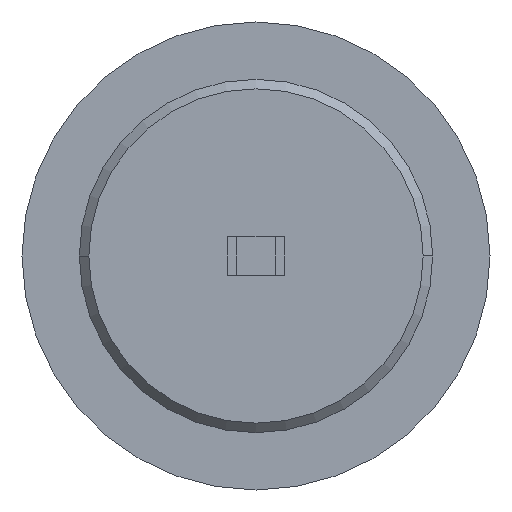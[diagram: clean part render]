
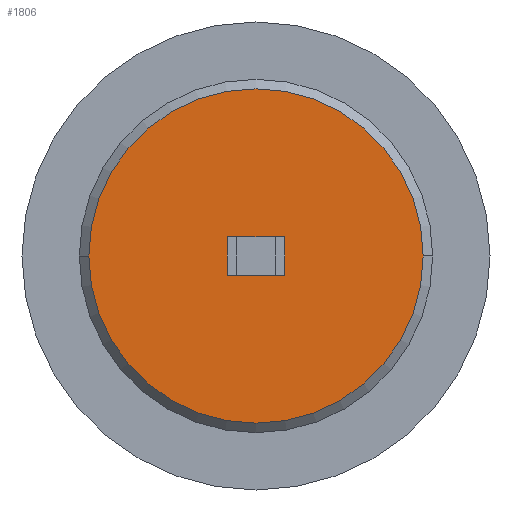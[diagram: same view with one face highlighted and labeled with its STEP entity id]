
A CAD part, front view. The second image highlights one B-rep face of the part: STEP entity #1806.
In plain terms, the highlighted planar face has unit normal (0, -1, 0).
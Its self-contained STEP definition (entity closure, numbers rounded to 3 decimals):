
#174 = ORIENTED_EDGE ( 'NONE', *, *, #2480, .T. ) ;
#369 = CIRCLE ( 'NONE', #2207, 2. ) ;
#610 = DIRECTION ( 'NONE',  ( 1., 0., 0. ) ) ;
#618 = CIRCLE ( 'NONE', #1973, 17.5 ) ;
#667 = AXIS2_PLACEMENT_3D ( 'NONE', #1609, #1366, #2544 ) ;
#671 = AXIS2_PLACEMENT_3D ( 'NONE', #2459, #1282, #610 ) ;
#695 = DIRECTION ( 'NONE',  ( 1., 0., 0. ) ) ;
#743 = EDGE_LOOP ( 'NONE', ( #2822, #2981 ) ) ;
#830 = VERTEX_POINT ( 'NONE', #1866 ) ;
#842 = EDGE_CURVE ( 'NONE', #1684, #1749, #2790, .T. ) ;
#878 = CARTESIAN_POINT ( 'NONE',  ( 0., -20., 0. ) ) ;
#890 = PLANE ( 'NONE',  #946 ) ;
#917 = DIRECTION ( 'NONE',  ( 0., -1., 0. ) ) ;
#946 = AXIS2_PLACEMENT_3D ( 'NONE', #2076, #917, #695 ) ;
#1237 = DIRECTION ( 'NONE',  ( 1., 0., 0. ) ) ;
#1282 = DIRECTION ( 'NONE',  ( 0., -1., 0. ) ) ;
#1330 = FACE_OUTER_BOUND ( 'NONE', #2852, .T. ) ;
#1366 = DIRECTION ( 'NONE',  ( 0., -1., 0. ) ) ;
#1461 = CARTESIAN_POINT ( 'NONE',  ( 0., -20., 0. ) ) ;
#1609 = CARTESIAN_POINT ( 'NONE',  ( 0., -20., 0. ) ) ;
#1684 = VERTEX_POINT ( 'NONE', #2858 ) ;
#1749 = VERTEX_POINT ( 'NONE', #1844 ) ;
#1806 = ADVANCED_FACE ( 'NONE', ( #2996, #1330 ), #890, .T. ) ;
#1827 = CARTESIAN_POINT ( 'NONE',  ( 17.5, -20., 0. ) ) ;
#1829 = EDGE_CURVE ( 'NONE', #1749, #1684, #369, .T. ) ;
#1844 = CARTESIAN_POINT ( 'NONE',  ( 2., -20., 0. ) ) ;
#1866 = CARTESIAN_POINT ( 'NONE',  ( -17.5, -20., 0. ) ) ;
#1973 = AXIS2_PLACEMENT_3D ( 'NONE', #1461, #2390, #1237 ) ;
#2076 = CARTESIAN_POINT ( 'NONE',  ( 0., -20., 0. ) ) ;
#2207 = AXIS2_PLACEMENT_3D ( 'NONE', #878, #2241, #2978 ) ;
#2241 = DIRECTION ( 'NONE',  ( 0., -1., 0. ) ) ;
#2312 = CIRCLE ( 'NONE', #671, 17.5 ) ;
#2375 = EDGE_CURVE ( 'NONE', #830, #2919, #618, .T. ) ;
#2390 = DIRECTION ( 'NONE',  ( 0., -1., 0. ) ) ;
#2459 = CARTESIAN_POINT ( 'NONE',  ( 0., -20., 0. ) ) ;
#2480 = EDGE_CURVE ( 'NONE', #2919, #830, #2312, .T. ) ;
#2544 = DIRECTION ( 'NONE',  ( 1., 0., 0. ) ) ;
#2677 = ORIENTED_EDGE ( 'NONE', *, *, #2375, .T. ) ;
#2790 = CIRCLE ( 'NONE', #667, 2. ) ;
#2822 = ORIENTED_EDGE ( 'NONE', *, *, #842, .F. ) ;
#2852 = EDGE_LOOP ( 'NONE', ( #2677, #174 ) ) ;
#2858 = CARTESIAN_POINT ( 'NONE',  ( -2., -20., 0. ) ) ;
#2919 = VERTEX_POINT ( 'NONE', #1827 ) ;
#2978 = DIRECTION ( 'NONE',  ( 1., 0., 0. ) ) ;
#2981 = ORIENTED_EDGE ( 'NONE', *, *, #1829, .F. ) ;
#2996 = FACE_BOUND ( 'NONE', #743, .T. ) ;
